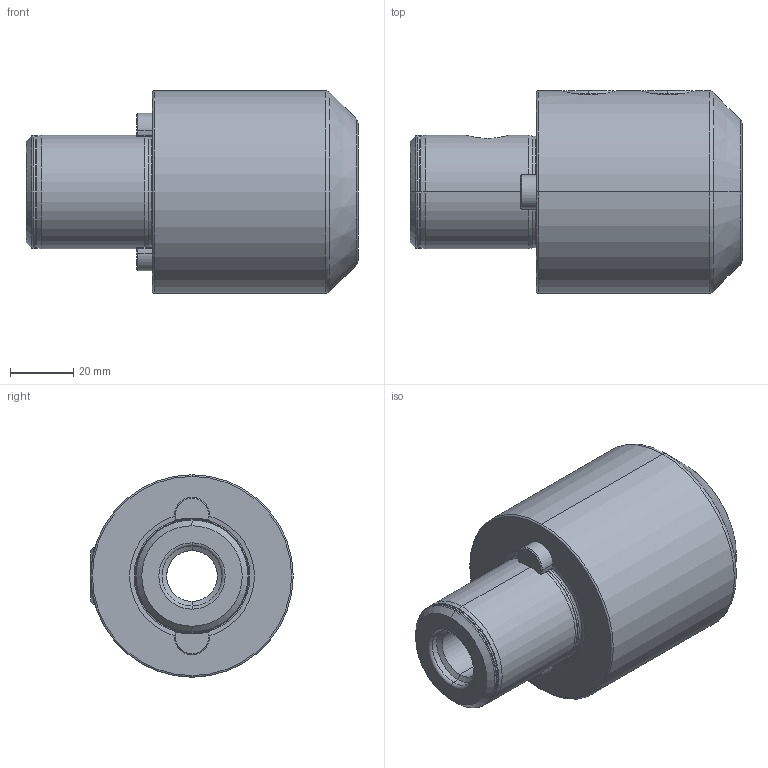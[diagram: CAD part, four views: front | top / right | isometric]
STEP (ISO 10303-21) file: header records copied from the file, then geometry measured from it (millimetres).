
FILE_DESCRIPTION (( 'STEP AP203' ), '1' );
FILE_NAME ('ST6-W25.K01.065.STEP', '2016-02-12T11:41:34', ( 'SWIAdmin' ), ( 'Hewlett-Packard Company' ), 'SwSTEP 2.0', 'SolidWorks 2015', '' );
FILE_SCHEMA (( 'CONFIG_CONTROL_DESIGN' ));
Length unit declared in the file: millimetre
Products named in the file (4): W25-ER1.001.020; ST6-W25.K01.065_A; ST6-W25.K01.065; ST6-ER2.001.012_A
Assembly tree (5 placements, depth 2):
  ST6-W25.K01.065
    ST6-W25.K01.065_A
    W25-ER1.001.020  x2
    ST6-ER2.001.012_A  x2
Bounding box: 105 x 64 x 64 mm (x, y, z)
Volume: 201251 mm3; surface area: 35099.7 mm2
Topology: 5 solids, 5 shells, 176 faces, 390 edges, 218 vertices
Faces by surface type: cone 63, cylinder 46, plane 37, torus 26, bspline 4
Entity records: 4956 total; most frequent: CARTESIAN_POINT 1599, DIRECTION 672, ORIENTED_EDGE 564, AXIS2_PLACEMENT_3D 283, EDGE_CURVE 282, VERTEX_POINT 160, CIRCLE 148, EDGE_LOOP 142
